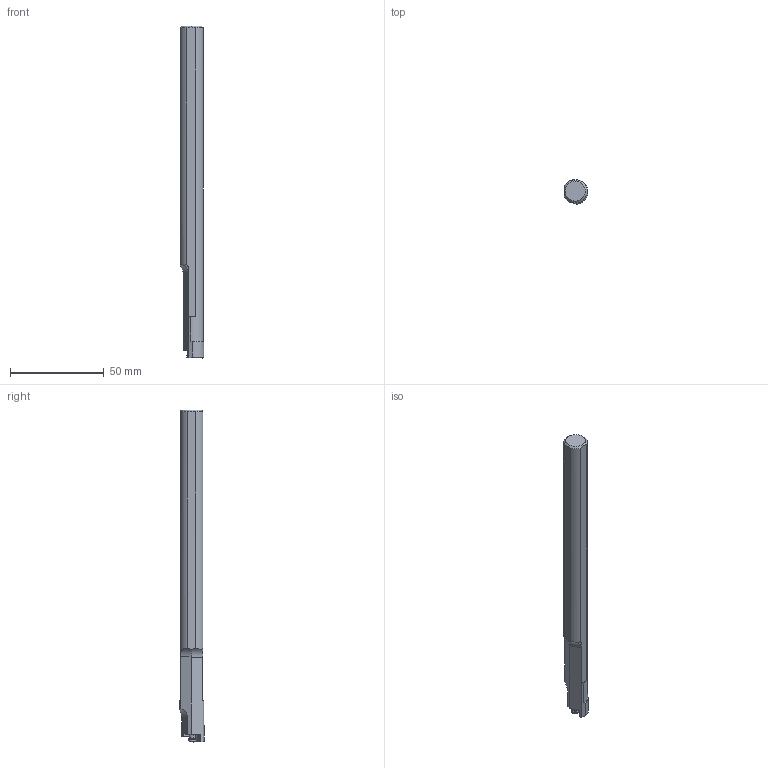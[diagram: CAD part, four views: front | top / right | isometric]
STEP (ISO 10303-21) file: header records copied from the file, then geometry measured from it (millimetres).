
FILE_DESCRIPTION(/* description */ (''),/* implementation_level */ '2;1');
FILE_NAME(/* name */ 'S-SL5NR08.stp',/* time_stamp */ '2016-09-01T10:08:48+09:00',/* author */ (''),/* organization */ (''),/* preprocessor_version */ 'ST-DEVELOPER v16',/* originating_system */ 'SIEMENS PLM Software NX 10.0',/* authorisation */ '');
FILE_SCHEMA (('AUTOMOTIVE_DESIGN { 1 0 10303 214 3 1 1 1 }'));
Length unit declared in the file: millimetre
Products named in the file (1): S-SL5NR08_ASM
Bounding box: 12.69 x 13.04 x 177 mm (x, y, z)
Volume: 20072 mm3; surface area: 7162.1 mm2
Topology: 2 solids, 2 shells, 65 faces, 184 edges, 121 vertices
Faces by surface type: cylinder 27, plane 21, cone 13, torus 2, sphere 2
Entity records: 2535 total; most frequent: CARTESIAN_POINT 755, DIRECTION 366, ORIENTED_EDGE 360, EDGE_CURVE 180, AXIS2_PLACEMENT_3D 145, VERTEX_POINT 121, LINE 76, VECTOR 76
